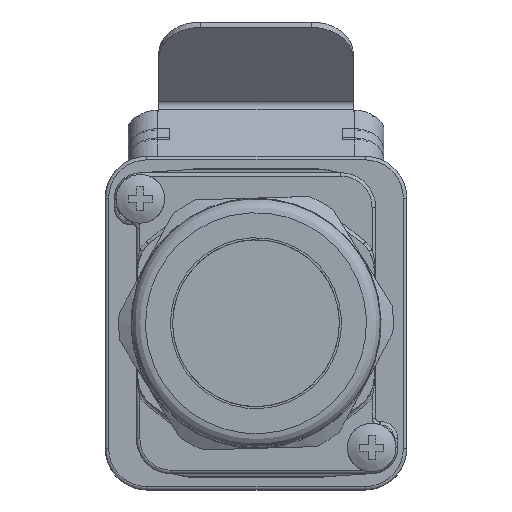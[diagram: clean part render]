
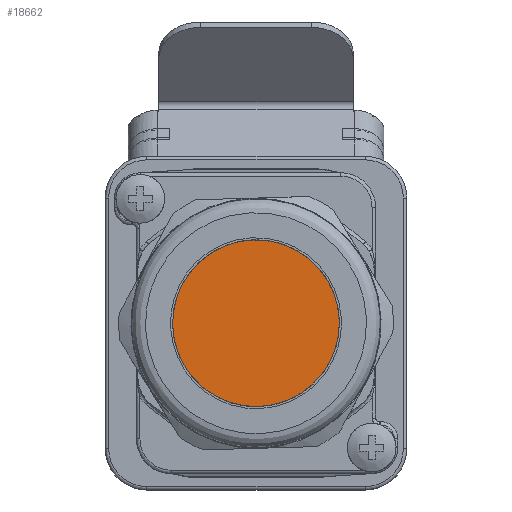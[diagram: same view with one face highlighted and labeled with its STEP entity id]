
A CAD part, front view. The second image highlights one B-rep face of the part: STEP entity #18662.
In plain terms, the highlighted planar face has unit normal (0, -1, 0).
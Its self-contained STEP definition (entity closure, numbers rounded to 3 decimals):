
#18662=ADVANCED_FACE('',(#21741),#20525,.T.);
#20525=PLANE('',#54789);
#21741=FACE_OUTER_BOUND('',#23943,.T.);
#23943=EDGE_LOOP('',(#34734));
#34734=ORIENTED_EDGE('',*,*,#47798,.F.);
#43705=VERTEX_POINT('',#74866);
#47798=EDGE_CURVE('',#43705,#43705,#52317,.T.);
#52317=CIRCLE('',#54787,12.);
#54787=AXIS2_PLACEMENT_3D('',#74865,#60446,#60447);
#54789=AXIS2_PLACEMENT_3D('',#74868,#60450,#60451);
#60446=DIRECTION('',(0.,1.,0.));
#60447=DIRECTION('',(0.,0.,-1.));
#60450=DIRECTION('',(0.,-1.,0.));
#60451=DIRECTION('',(0.,0.,-1.));
#74865=CARTESIAN_POINT('',(0.,-183.95,39.934));
#74866=CARTESIAN_POINT('',(0.,-183.95,27.934));
#74868=CARTESIAN_POINT('',(0.,-183.95,39.934));
